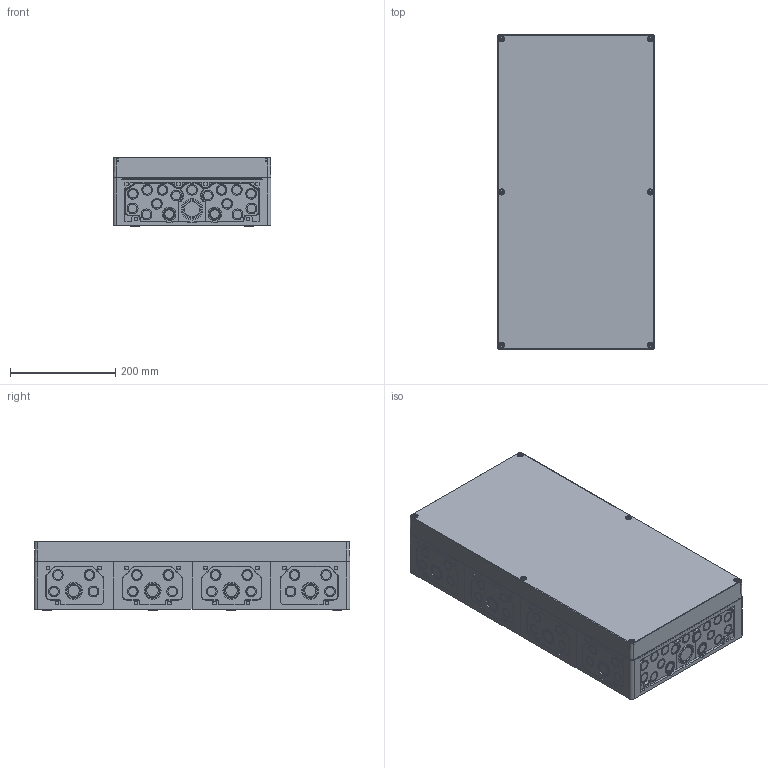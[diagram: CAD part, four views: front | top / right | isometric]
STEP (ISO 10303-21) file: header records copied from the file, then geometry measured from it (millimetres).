
FILE_DESCRIPTION( ( 'STEP AP214' ), ' ' );
FILE_NAME( '74500401.stp', '2016-04-11T16:08:26', ( '' ), ( '' ), ' ', 'PARTsolutions', ' ' );
FILE_SCHEMA( ( 'AUTOMOTIVE_DESIGN { 1 0 10303 214 1 1 1 1 }' ) );
Length unit declared in the file: millimetre
Products named in the file (6): 74500401; _Kasten-ak-2-mittelstk; _Kasten-ak-2-endstk-unten; _Kasten-ak-2-endstk-oben; _Deckel-ak-4-t; _Schraube-ak2-lang
Assembly tree (11 placements, depth 2):
  74500401
    _Kasten-ak-2-mittelstk  x2
    _Kasten-ak-2-endstk-unten
    _Kasten-ak-2-endstk-oben
    _Deckel-ak-4-t
    _Schraube-ak2-lang  x6
Bounding box: 300 x 600 x 132 mm (x, y, z)
Volume: 2467273.5 mm3; surface area: 1435843.3 mm2
Topology: 11 solids, 11 shells, 3788 faces, 9718 edges, 6378 vertices
Faces by surface type: plane 2562, cylinder 838, cone 376, torus 12
Full cylindrical faces by diameter (mm): 3.2 x72, 6 x16, 6.5 x6, 8 x12, 8.6 x6, 9 x6, 9.5 x4, 11 x8, 11.8 x12, 14.1 x8, 16.5 x66, 20.5 x66, 21.5 x12, 25.5 x12, 28.5 x10, 32.5 x10, 36.5 x2, 40.5 x2
Entity records: 109014 total; most frequent: CARTESIAN_POINT 15509, DIRECTION 14616, ORIENTED_EDGE 14076, EDGE_CURVE 7038, AXIS2_PLACEMENT_3D 4911, VERTEX_POINT 4808, LINE 4794, VECTOR 4794
